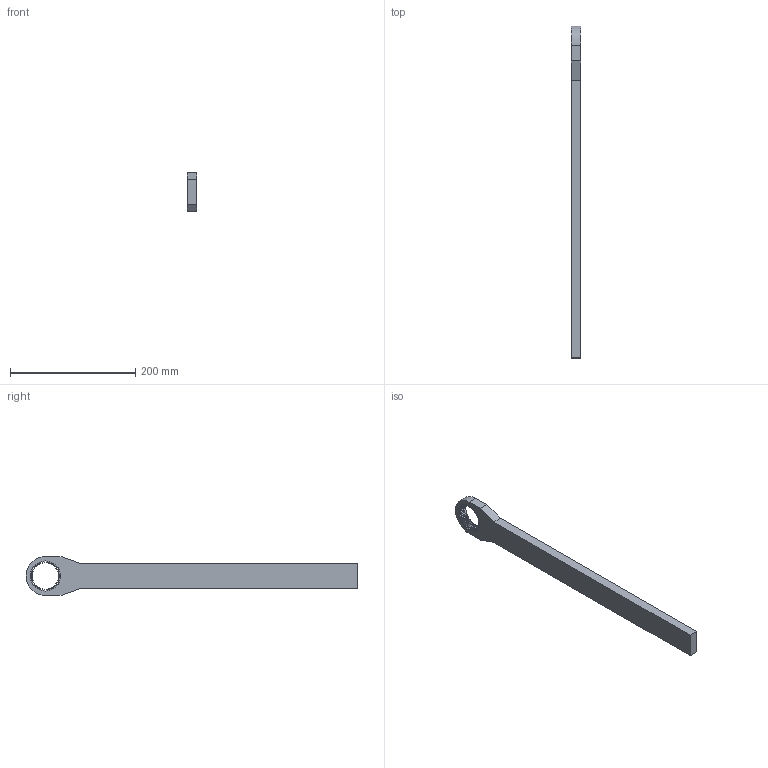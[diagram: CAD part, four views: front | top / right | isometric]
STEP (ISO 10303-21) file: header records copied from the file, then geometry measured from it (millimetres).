
FILE_DESCRIPTION((''),'2;1');
FILE_NAME('6158120540','2015-02-18T',('gredl'),(''),'PRO/ENGINEER BY PARAMETRIC TECHNOLOGY CORPORATION, 2014200','PRO/ENGINEER BY PARAMETRIC TECHNOLOGY CORPORATION, 2014200','');
FILE_SCHEMA(('AUTOMOTIVE_DESIGN { 1 0 10303 214 1 1 1 1 }'));
Length unit declared in the file: millimetre
Products named in the file (1): 6158120540
Bounding box: 15 x 531 x 62 mm (x, y, z)
Volume: 311949.6 mm3; surface area: 63401.8 mm2
Topology: 1 solids, 1 shells, 274 faces, 816 edges, 544 vertices
Faces by surface type: plane 97, cylinder 89, cone 88
Entity records: 10289 total; most frequent: CARTESIAN_POINT 2516, ORIENTED_EDGE 1632, DIRECTION 1454, EDGE_CURVE 816, VERTEX_POINT 544, AXIS2_PLACEMENT_3D 540, VECTOR 374, LINE 374
